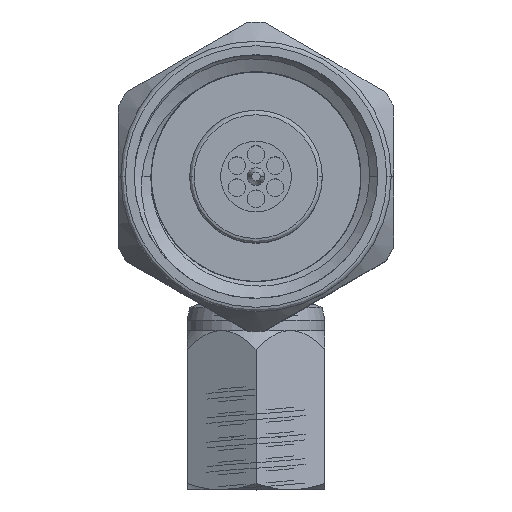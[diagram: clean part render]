
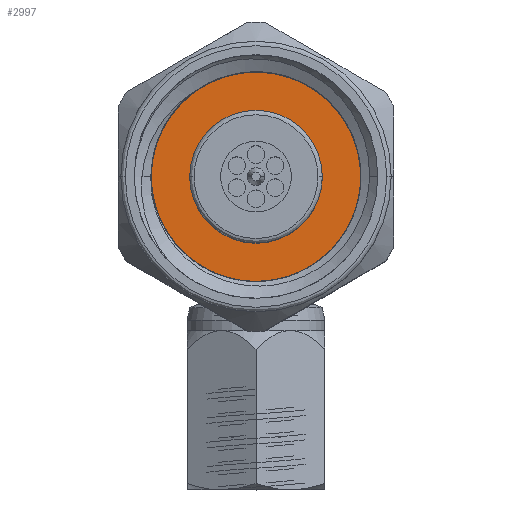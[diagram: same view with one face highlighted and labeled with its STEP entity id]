
A CAD part, top view. The second image highlights one B-rep face of the part: STEP entity #2997.
In plain terms, the highlighted face is planar.
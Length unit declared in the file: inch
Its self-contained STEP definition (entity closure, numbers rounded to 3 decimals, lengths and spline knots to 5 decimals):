
#397 = EDGE_LOOP ( 'NONE', ( #4890, #7423 ) ) ;
#688 = DIRECTION ( 'NONE',  ( 0., 0., 1. ) ) ;
#745 = CARTESIAN_POINT ( 'NONE',  ( 0.3, 0., 0. ) ) ;
#1580 = FACE_OUTER_BOUND ( 'NONE', #397, .T. ) ;
#1701 = CARTESIAN_POINT ( 'NONE',  ( 0.3, 0., 0.1378 ) ) ;
#2214 = EDGE_CURVE ( 'NONE', #7818, #2783, #9174, .T. ) ;
#2476 = DIRECTION ( 'NONE',  ( 0., 0., 1. ) ) ;
#2695 = AXIS2_PLACEMENT_3D ( 'NONE', #745, #3239, #7253 ) ;
#2783 = VERTEX_POINT ( 'NONE', #6213 ) ;
#2997 = ADVANCED_FACE ( 'NONE', ( #1580 ), #9730, .T. ) ;
#3239 = DIRECTION ( 'NONE',  ( -1., 0., 0. ) ) ;
#3682 = EDGE_CURVE ( 'NONE', #2783, #7818, #9187, .T. ) ;
#3925 = AXIS2_PLACEMENT_3D ( 'NONE', #4828, #4926, #2476 ) ;
#4041 = DIRECTION ( 'NONE',  ( -1., 0., 0. ) ) ;
#4828 = CARTESIAN_POINT ( 'NONE',  ( 0.3, 0., 0. ) ) ;
#4890 = ORIENTED_EDGE ( 'NONE', *, *, #2214, .T. ) ;
#4926 = DIRECTION ( 'NONE',  ( -1., 0., 0. ) ) ;
#6213 = CARTESIAN_POINT ( 'NONE',  ( 0.3, 0., -0.1378 ) ) ;
#7253 = DIRECTION ( 'NONE',  ( 0., 0., 1. ) ) ;
#7423 = ORIENTED_EDGE ( 'NONE', *, *, #3682, .T. ) ;
#7818 = VERTEX_POINT ( 'NONE', #1701 ) ;
#8345 = AXIS2_PLACEMENT_3D ( 'NONE', #8996, #4041, #688 ) ;
#8996 = CARTESIAN_POINT ( 'NONE',  ( 0.3, 0., 0. ) ) ;
#9174 = CIRCLE ( 'NONE', #2695, 0.1378 ) ;
#9187 = CIRCLE ( 'NONE', #8345, 0.1378 ) ;
#9730 = PLANE ( 'NONE',  #3925 ) ;
